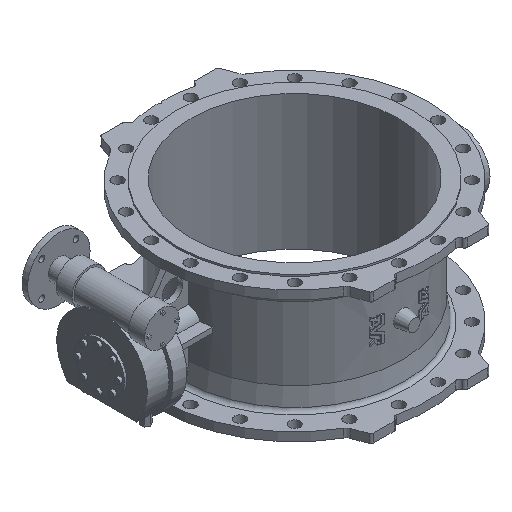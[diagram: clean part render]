
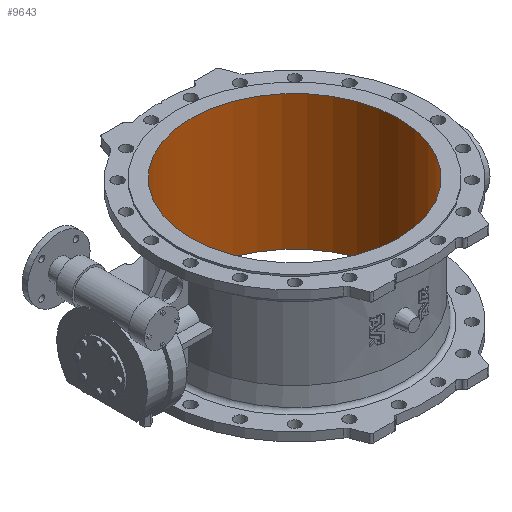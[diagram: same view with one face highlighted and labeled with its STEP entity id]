
A CAD part, isometric view. The second image highlights one B-rep face of the part: STEP entity #9643.
In plain terms, the highlighted cylindrical face has radius 300 mm (diameter 600 mm), a full revolution.
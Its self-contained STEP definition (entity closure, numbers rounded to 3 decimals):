
#648 = AXIS2_PLACEMENT_3D ( 'NONE', #21138, #21139, #21140 ) ;
#650 = AXIS2_PLACEMENT_3D ( 'NONE', #21155, #21156, #21157 ) ;
#4693 = CIRCLE ( 'NONE', #648, 300. ) ;
#4699 = CIRCLE ( 'NONE', #650, 300. ) ;
#5113 = VERTEX_POINT ( 'NONE', #24435 ) ;
#5115 = VERTEX_POINT ( 'NONE', #24437 ) ;
#6508 = DIRECTION ( 'NONE',  ( 1., 0., 0. ) ) ;
#6509 = CARTESIAN_POINT ( 'NONE',  ( 0., 0., 195. ) ) ;
#6512 = DIRECTION ( 'NONE',  ( 0., 0., -1. ) ) ;
#8056 = EDGE_LOOP ( 'NONE', ( #15499 ) ) ;
#8057 = EDGE_LOOP ( 'NONE', ( #15501 ) ) ;
#9643 = ADVANCED_FACE ( 'NONE', ( #12384, #12389 ), #12391, .F. ) ;
#12384 = FACE_OUTER_BOUND ( 'NONE', #8056, .T. ) ;
#12389 = FACE_OUTER_BOUND ( 'NONE', #8057, .T. ) ;
#12391 = CYLINDRICAL_SURFACE ( 'NONE', #13378, 300. ) ;
#13378 = AXIS2_PLACEMENT_3D ( 'NONE', #6509, #6512, #6508 ) ;
#15499 = ORIENTED_EDGE ( 'NONE', *, *, #17332, .T. ) ;
#15501 = ORIENTED_EDGE ( 'NONE', *, *, #17320, .F. ) ;
#17320 = EDGE_CURVE ( 'NONE', #5113, #5113, #4693, .T. ) ;
#17332 = EDGE_CURVE ( 'NONE', #5115, #5115, #4699, .T. ) ;
#21138 = CARTESIAN_POINT ( 'NONE',  ( 0., 0., 195. ) ) ;
#21139 = DIRECTION ( 'NONE',  ( 0., 0., -1. ) ) ;
#21140 = DIRECTION ( 'NONE',  ( -1., 0., 0. ) ) ;
#21155 = CARTESIAN_POINT ( 'NONE',  ( 0., 0., -195. ) ) ;
#21156 = DIRECTION ( 'NONE',  ( 0., 0., -1. ) ) ;
#21157 = DIRECTION ( 'NONE',  ( -1., 0., 0. ) ) ;
#24435 = CARTESIAN_POINT ( 'NONE',  ( -300., 0., 195. ) ) ;
#24437 = CARTESIAN_POINT ( 'NONE',  ( -300., 0., -195. ) ) ;
